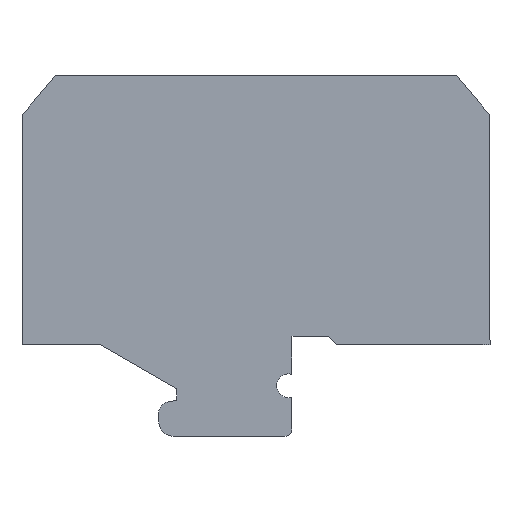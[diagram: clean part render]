
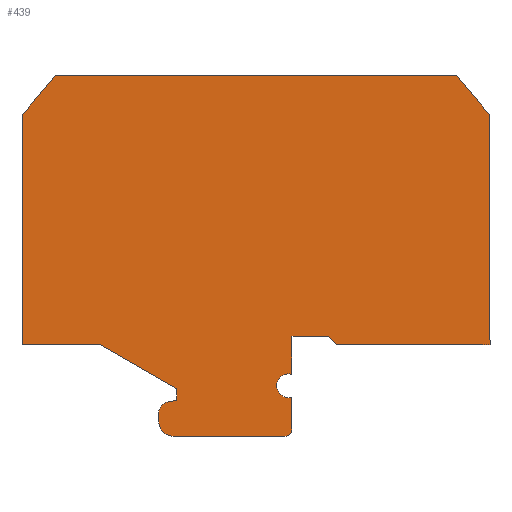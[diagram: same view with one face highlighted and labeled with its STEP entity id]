
A CAD part, front view. The second image highlights one B-rep face of the part: STEP entity #439.
In plain terms, the highlighted planar face has unit normal (0, -1, 0).
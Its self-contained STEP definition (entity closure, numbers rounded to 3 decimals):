
#20=CIRCLE('',#464,1.65);
#22=CIRCLE('',#468,1.);
#24=CIRCLE('',#472,2.);
#26=CIRCLE('',#476,1.5);
#132=ORIENTED_EDGE('',*,*,#152,.F.);
#133=ORIENTED_EDGE('',*,*,#210,.F.);
#134=ORIENTED_EDGE('',*,*,#207,.F.);
#135=ORIENTED_EDGE('',*,*,#204,.F.);
#136=ORIENTED_EDGE('',*,*,#201,.F.);
#137=ORIENTED_EDGE('',*,*,#198,.F.);
#138=ORIENTED_EDGE('',*,*,#195,.F.);
#139=ORIENTED_EDGE('',*,*,#192,.F.);
#140=ORIENTED_EDGE('',*,*,#189,.F.);
#141=ORIENTED_EDGE('',*,*,#186,.F.);
#142=ORIENTED_EDGE('',*,*,#183,.F.);
#143=ORIENTED_EDGE('',*,*,#180,.F.);
#144=ORIENTED_EDGE('',*,*,#177,.F.);
#145=ORIENTED_EDGE('',*,*,#174,.F.);
#146=ORIENTED_EDGE('',*,*,#171,.F.);
#147=ORIENTED_EDGE('',*,*,#168,.F.);
#148=ORIENTED_EDGE('',*,*,#165,.F.);
#149=ORIENTED_EDGE('',*,*,#162,.F.);
#150=ORIENTED_EDGE('',*,*,#159,.F.);
#151=ORIENTED_EDGE('',*,*,#156,.F.);
#152=EDGE_CURVE('',#212,#213,#252,.T.);
#156=EDGE_CURVE('',#213,#216,#256,.T.);
#159=EDGE_CURVE('',#216,#218,#259,.T.);
#162=EDGE_CURVE('',#218,#220,#262,.T.);
#165=EDGE_CURVE('',#220,#222,#265,.T.);
#168=EDGE_CURVE('',#222,#224,#268,.T.);
#171=EDGE_CURVE('',#224,#226,#271,.T.);
#174=EDGE_CURVE('',#226,#228,#274,.T.);
#177=EDGE_CURVE('',#228,#230,#277,.T.);
#180=EDGE_CURVE('',#230,#232,#280,.T.);
#183=EDGE_CURVE('',#232,#234,#20,.T.);
#186=EDGE_CURVE('',#234,#236,#284,.T.);
#189=EDGE_CURVE('',#236,#238,#22,.T.);
#192=EDGE_CURVE('',#238,#240,#288,.T.);
#195=EDGE_CURVE('',#240,#242,#24,.T.);
#198=EDGE_CURVE('',#242,#244,#292,.T.);
#201=EDGE_CURVE('',#244,#246,#26,.T.);
#204=EDGE_CURVE('',#246,#248,#296,.T.);
#207=EDGE_CURVE('',#248,#250,#299,.T.);
#210=EDGE_CURVE('',#250,#212,#302,.T.);
#212=VERTEX_POINT('',#600);
#213=VERTEX_POINT('',#601);
#216=VERTEX_POINT('',#609);
#218=VERTEX_POINT('',#615);
#220=VERTEX_POINT('',#621);
#222=VERTEX_POINT('',#627);
#224=VERTEX_POINT('',#633);
#226=VERTEX_POINT('',#639);
#228=VERTEX_POINT('',#645);
#230=VERTEX_POINT('',#651);
#232=VERTEX_POINT('',#657);
#234=VERTEX_POINT('',#663);
#236=VERTEX_POINT('',#669);
#238=VERTEX_POINT('',#675);
#240=VERTEX_POINT('',#681);
#242=VERTEX_POINT('',#687);
#244=VERTEX_POINT('',#693);
#246=VERTEX_POINT('',#699);
#248=VERTEX_POINT('',#705);
#250=VERTEX_POINT('',#711);
#252=LINE('',#599,#304);
#256=LINE('',#608,#308);
#259=LINE('',#614,#311);
#262=LINE('',#620,#314);
#265=LINE('',#626,#317);
#268=LINE('',#632,#320);
#271=LINE('',#638,#323);
#274=LINE('',#644,#326);
#277=LINE('',#650,#329);
#280=LINE('',#656,#332);
#284=LINE('',#668,#336);
#288=LINE('',#680,#340);
#292=LINE('',#692,#344);
#296=LINE('',#704,#348);
#299=LINE('',#710,#351);
#302=LINE('',#716,#354);
#304=VECTOR('',#487,1000.);
#308=VECTOR('',#493,1000.);
#311=VECTOR('',#498,1000.);
#314=VECTOR('',#503,1000.);
#317=VECTOR('',#508,1000.);
#320=VECTOR('',#513,1000.);
#323=VECTOR('',#518,1000.);
#326=VECTOR('',#523,1000.);
#329=VECTOR('',#528,1000.);
#332=VECTOR('',#533,1000.);
#336=VECTOR('',#545,1000.);
#340=VECTOR('',#557,1000.);
#344=VECTOR('',#569,1000.);
#348=VECTOR('',#581,1000.);
#351=VECTOR('',#586,1000.);
#354=VECTOR('',#591,1000.);
#377=EDGE_LOOP('',(#132,#133,#134,#135,#136,#137,#138,#139,#140,#141,#142,
#143,#144,#145,#146,#147,#148,#149,#150,#151));
#399=FACE_BOUND('',#377,.T.);
#417=PLANE('',#482);
#439=ADVANCED_FACE('',(#399),#417,.T.);
#464=AXIS2_PLACEMENT_3D('',#662,#538,#539);
#468=AXIS2_PLACEMENT_3D('',#674,#550,#551);
#472=AXIS2_PLACEMENT_3D('',#686,#562,#563);
#476=AXIS2_PLACEMENT_3D('',#698,#574,#575);
#482=AXIS2_PLACEMENT_3D('',#719,#595,#596);
#487=DIRECTION('',(-1.,0.,0.));
#493=DIRECTION('',(0.,0.,1.));
#498=DIRECTION('',(0.649,0.,0.761));
#503=DIRECTION('',(1.,0.,0.));
#508=DIRECTION('',(0.649,0.,-0.761));
#513=DIRECTION('',(0.,0.,-1.));
#518=DIRECTION('',(-1.,0.,0.));
#523=DIRECTION('',(-0.707,0.,0.707));
#528=DIRECTION('',(-1.,0.,0.));
#533=DIRECTION('',(0.,0.,-1.));
#538=DIRECTION('',(0.,-1.,0.));
#539=DIRECTION('',(1.,0.,0.));
#545=DIRECTION('',(0.,0.,-1.));
#550=DIRECTION('',(0.,1.,0.));
#551=DIRECTION('',(1.,0.,0.));
#557=DIRECTION('',(-1.,0.,0.));
#562=DIRECTION('',(0.,1.,0.));
#563=DIRECTION('',(1.,0.,0.));
#569=DIRECTION('',(0.,0.,1.));
#574=DIRECTION('',(0.,1.,0.));
#575=DIRECTION('',(1.,0.,0.));
#581=DIRECTION('',(0.98,0.,0.198));
#586=DIRECTION('',(0.,0.,1.));
#591=DIRECTION('',(-0.866,0.,0.5));
#595=DIRECTION('',(0.,-1.,0.));
#596=DIRECTION('',(0.,0.,-1.));
#599=CARTESIAN_POINT('',(-21.575,0.,-13.762));
#600=CARTESIAN_POINT('',(-21.575,0.,-13.762));
#601=CARTESIAN_POINT('',(-32.5,0.,-13.762));
#608=CARTESIAN_POINT('',(-32.5,0.,-13.762));
#609=CARTESIAN_POINT('',(-32.5,0.,18.138));
#614=CARTESIAN_POINT('',(-32.5,0.,18.138));
#615=CARTESIAN_POINT('',(-27.85,0.,23.588));
#620=CARTESIAN_POINT('',(-27.85,0.,23.588));
#621=CARTESIAN_POINT('',(27.85,0.,23.588));
#626=CARTESIAN_POINT('',(27.85,0.,23.588));
#627=CARTESIAN_POINT('',(32.5,0.,18.138));
#632=CARTESIAN_POINT('',(32.5,0.,18.138));
#633=CARTESIAN_POINT('',(32.5,0.,-13.762));
#638=CARTESIAN_POINT('',(32.5,0.,-13.762));
#639=CARTESIAN_POINT('',(11.25,0.,-13.762));
#644=CARTESIAN_POINT('',(11.25,0.,-13.762));
#645=CARTESIAN_POINT('',(10.1,0.,-12.612));
#650=CARTESIAN_POINT('',(10.1,0.,-12.612));
#651=CARTESIAN_POINT('',(5.,0.,-12.612));
#656=CARTESIAN_POINT('',(5.,0.,-12.612));
#657=CARTESIAN_POINT('',(5.,0.,-17.89));
#662=CARTESIAN_POINT('',(4.5,0.,-19.462));
#663=CARTESIAN_POINT('',(5.,0.,-21.034));
#668=CARTESIAN_POINT('',(5.,0.,-21.034));
#669=CARTESIAN_POINT('',(5.,0.,-25.462));
#674=CARTESIAN_POINT('',(4.,0.,-25.462));
#675=CARTESIAN_POINT('',(4.,0.,-26.462));
#680=CARTESIAN_POINT('',(4.,0.,-26.462));
#681=CARTESIAN_POINT('',(-11.5,0.,-26.462));
#686=CARTESIAN_POINT('',(-11.5,0.,-24.462));
#687=CARTESIAN_POINT('',(-13.5,0.,-24.462));
#692=CARTESIAN_POINT('',(-13.5,0.,-24.462));
#693=CARTESIAN_POINT('',(-13.5,0.,-23.199));
#698=CARTESIAN_POINT('',(-12.,0.,-23.199));
#699=CARTESIAN_POINT('',(-12.296,0.,-21.729));
#704=CARTESIAN_POINT('',(-12.296,0.,-21.729));
#705=CARTESIAN_POINT('',(-11.,0.,-21.468));
#710=CARTESIAN_POINT('',(-11.,0.,-21.468));
#711=CARTESIAN_POINT('',(-11.,0.,-19.868));
#716=CARTESIAN_POINT('',(-11.,0.,-19.868));
#719=CARTESIAN_POINT('',(4.5,0.,-19.462));
